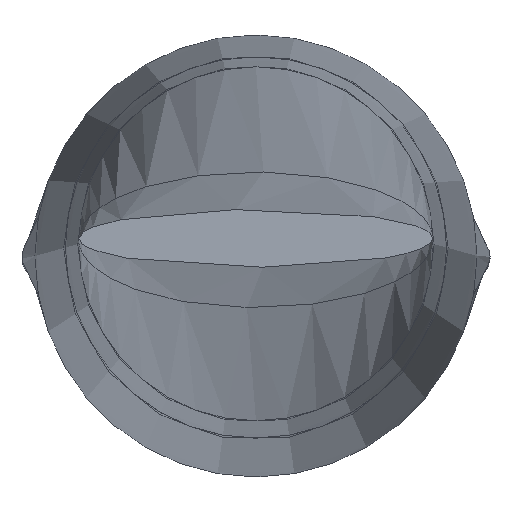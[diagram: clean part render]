
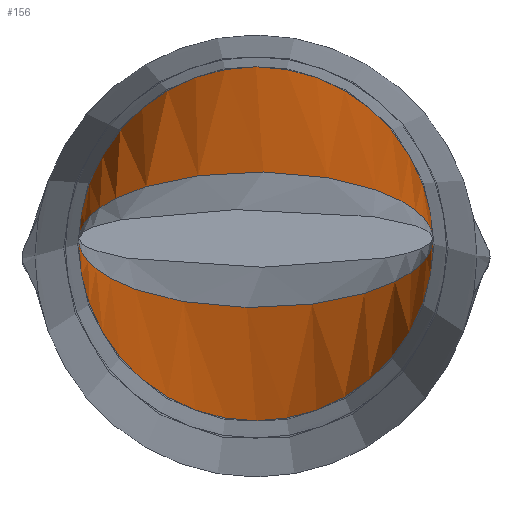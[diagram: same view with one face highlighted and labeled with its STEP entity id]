
A CAD part, top view. The second image highlights one B-rep face of the part: STEP entity #156.
In plain terms, the highlighted free-form (B-spline) face has degree [13, 1] with [14, 2] control points.
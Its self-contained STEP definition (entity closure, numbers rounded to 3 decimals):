
#43 = B_SPLINE_SURFACE_WITH_KNOTS('',13,1,(
    (#44,#45)
    ,(#46,#47)
    ,(#48,#49)
    ,(#50,#51)
    ,(#52,#53)
    ,(#54,#55)
    ,(#56,#57)
    ,(#58,#59)
    ,(#60,#61)
    ,(#62,#63)
    ,(#64,#65)
    ,(#66,#67)
    ,(#68,#69)
    ,(#70,#71
    )),.UNSPECIFIED.,.T.,.F.,.F.,(14,14),(2,2),(0.,6.283),(0.,1.
    ),.PIECEWISE_BEZIER_KNOTS.);
#44 = CARTESIAN_POINT('',(2.151,0.,148.));
#45 = CARTESIAN_POINT('',(2.151,0.,138.));
#46 = CARTESIAN_POINT('',(2.151,0.17,148.)
  );
#47 = CARTESIAN_POINT('',(2.151,0.399,138.)
  );
#48 = CARTESIAN_POINT('',(1.607,0.34,148.)
  );
#49 = CARTESIAN_POINT('',(1.607,0.797,138.));
#50 = CARTESIAN_POINT('',(0.518,0.459,148.)
  );
#51 = CARTESIAN_POINT('',(0.518,1.077,138.)
  );
#52 = CARTESIAN_POINT('',(-0.92,0.476,148.)
  );
#53 = CARTESIAN_POINT('',(-0.92,1.118,138.));
#54 = CARTESIAN_POINT('',(-2.316,0.364,148.
    ));
#55 = CARTESIAN_POINT('',(-2.316,0.853,138.
    ));
#56 = CARTESIAN_POINT('',(-3.192,0.137,148.
    ));
#57 = CARTESIAN_POINT('',(-3.192,0.321,138.
    ));
#58 = CARTESIAN_POINT('',(-3.192,-0.137,
    148.));
#59 = CARTESIAN_POINT('',(-3.192,-0.321,
    138.));
#60 = CARTESIAN_POINT('',(-2.316,-0.364,
    148.));
#61 = CARTESIAN_POINT('',(-2.316,-0.853,
    138.));
#62 = CARTESIAN_POINT('',(-0.92,-0.476,148.
    ));
#63 = CARTESIAN_POINT('',(-0.92,-1.118,138.
    ));
#64 = CARTESIAN_POINT('',(0.518,-0.459,148.
    ));
#65 = CARTESIAN_POINT('',(0.518,-1.077,138.)
  );
#66 = CARTESIAN_POINT('',(1.607,-0.34,148.
    ));
#67 = CARTESIAN_POINT('',(1.607,-0.797,138.
    ));
#68 = CARTESIAN_POINT('',(2.151,-0.17,148.
    ));
#69 = CARTESIAN_POINT('',(2.151,-0.399,138.
    ));
#70 = CARTESIAN_POINT('',(2.151,0.,148.));
#71 = CARTESIAN_POINT('',(2.151,0.,138.));
#84 = VERTEX_POINT('',#85);
#85 = CARTESIAN_POINT('',(2.151,0.,138.));
#105 = EDGE_CURVE('',#84,#84,#106,.T.);
#106 = SURFACE_CURVE('',#107,(#112,#119),.PCURVE_S1.);
#107 = ELLIPSE('',#108,2.151,0.825);
#108 = AXIS2_PLACEMENT_3D('',#109,#110,#111);
#109 = CARTESIAN_POINT('',(0.,0.,138.));
#110 = DIRECTION('',(0.,0.,1.));
#111 = DIRECTION('',(1.,0.,0.));
#112 = PCURVE('',#43,#113);
#113 = DEFINITIONAL_REPRESENTATION('',(#114),#118);
#114 = LINE('',#115,#116);
#115 = CARTESIAN_POINT('',(0.,1.));
#116 = VECTOR('',#117,1.);
#117 = DIRECTION('',(1.,0.));
#118 = ( GEOMETRIC_REPRESENTATION_CONTEXT(2) 
PARAMETRIC_REPRESENTATION_CONTEXT() REPRESENTATION_CONTEXT('2D SPACE',''
  ) );
#119 = PCURVE('',#120,#149);
#120 = B_SPLINE_SURFACE_WITH_KNOTS('',13,1,(
    (#121,#122)
    ,(#123,#124)
    ,(#125,#126)
    ,(#127,#128)
    ,(#129,#130)
    ,(#131,#132)
    ,(#133,#134)
    ,(#135,#136)
    ,(#137,#138)
    ,(#139,#140)
    ,(#141,#142)
    ,(#143,#144)
    ,(#145,#146)
    ,(#147,#148
    )),.UNSPECIFIED.,.T.,.F.,.F.,(14,14),(2,2),(0.,6.283),(0.,1.
    ),.PIECEWISE_BEZIER_KNOTS.);
#121 = CARTESIAN_POINT('',(2.151,0.,138.));
#122 = CARTESIAN_POINT('',(2.151,0.,110.));
#123 = CARTESIAN_POINT('',(2.151,0.399,138.
    ));
#124 = CARTESIAN_POINT('',(2.151,1.04,110.
    ));
#125 = CARTESIAN_POINT('',(1.607,0.797,138.));
#126 = CARTESIAN_POINT('',(1.607,2.08,110.
    ));
#127 = CARTESIAN_POINT('',(0.518,1.077,138.
    ));
#128 = CARTESIAN_POINT('',(0.518,2.808,110.)
  );
#129 = CARTESIAN_POINT('',(-0.92,1.118,138.));
#130 = CARTESIAN_POINT('',(-0.92,2.915,
    110.));
#131 = CARTESIAN_POINT('',(-2.316,0.853,
    138.));
#132 = CARTESIAN_POINT('',(-2.316,2.225,
    110.));
#133 = CARTESIAN_POINT('',(-3.192,0.321,
    138.));
#134 = CARTESIAN_POINT('',(-3.192,0.838,
    110.));
#135 = CARTESIAN_POINT('',(-3.192,-0.321,
    138.));
#136 = CARTESIAN_POINT('',(-3.192,-0.838,
    110.));
#137 = CARTESIAN_POINT('',(-2.316,-0.853,
    138.));
#138 = CARTESIAN_POINT('',(-2.316,-2.225,
    110.));
#139 = CARTESIAN_POINT('',(-0.92,-1.118,
    138.));
#140 = CARTESIAN_POINT('',(-0.92,-2.915,
    110.));
#141 = CARTESIAN_POINT('',(0.518,-1.077,138.)
  );
#142 = CARTESIAN_POINT('',(0.518,-2.808,110.)
  );
#143 = CARTESIAN_POINT('',(1.607,-0.797,
    138.));
#144 = CARTESIAN_POINT('',(1.607,-2.08,
    110.));
#145 = CARTESIAN_POINT('',(2.151,-0.399,
    138.));
#146 = CARTESIAN_POINT('',(2.151,-1.04,110.));
#147 = CARTESIAN_POINT('',(2.151,0.,138.));
#148 = CARTESIAN_POINT('',(2.151,0.,110.));
#149 = DEFINITIONAL_REPRESENTATION('',(#150),#154);
#150 = LINE('',#151,#152);
#151 = CARTESIAN_POINT('',(0.,0.));
#152 = VECTOR('',#153,1.);
#153 = DIRECTION('',(1.,0.));
#154 = ( GEOMETRIC_REPRESENTATION_CONTEXT(2) 
PARAMETRIC_REPRESENTATION_CONTEXT() REPRESENTATION_CONTEXT('2D SPACE',''
  ) );
#156 = ADVANCED_FACE('',(#157),#120,.F.);
#157 = FACE_BOUND('',#158,.F.);
#158 = EDGE_LOOP('',(#159,#160,#182,#209));
#159 = ORIENTED_EDGE('',*,*,#105,.T.);
#160 = ORIENTED_EDGE('',*,*,#161,.T.);
#161 = EDGE_CURVE('',#84,#162,#164,.T.);
#162 = VERTEX_POINT('',#163);
#163 = CARTESIAN_POINT('',(2.151,0.,110.));
#164 = SEAM_CURVE('',#165,(#168,#175),.PCURVE_S1.);
#165 = B_SPLINE_CURVE_WITH_KNOTS('',1,(#166,#167),.UNSPECIFIED.,.F.,.F.,
  (2,2),(0.,1.),.PIECEWISE_BEZIER_KNOTS.);
#166 = CARTESIAN_POINT('',(2.151,0.,138.));
#167 = CARTESIAN_POINT('',(2.151,0.,110.));
#168 = PCURVE('',#120,#169);
#169 = DEFINITIONAL_REPRESENTATION('',(#170),#174);
#170 = LINE('',#171,#172);
#171 = CARTESIAN_POINT('',(6.283,0.));
#172 = VECTOR('',#173,1.);
#173 = DIRECTION('',(0.,1.));
#174 = ( GEOMETRIC_REPRESENTATION_CONTEXT(2) 
PARAMETRIC_REPRESENTATION_CONTEXT() REPRESENTATION_CONTEXT('2D SPACE',''
  ) );
#175 = PCURVE('',#120,#176);
#176 = DEFINITIONAL_REPRESENTATION('',(#177),#181);
#177 = LINE('',#178,#179);
#178 = CARTESIAN_POINT('',(0.,0.));
#179 = VECTOR('',#180,1.);
#180 = DIRECTION('',(0.,1.));
#181 = ( GEOMETRIC_REPRESENTATION_CONTEXT(2) 
PARAMETRIC_REPRESENTATION_CONTEXT() REPRESENTATION_CONTEXT('2D SPACE',''
  ) );
#182 = ORIENTED_EDGE('',*,*,#183,.F.);
#183 = EDGE_CURVE('',#162,#162,#184,.T.);
#184 = SURFACE_CURVE('',#185,(#190,#197),.PCURVE_S1.);
#185 = CIRCLE('',#186,2.151);
#186 = AXIS2_PLACEMENT_3D('',#187,#188,#189);
#187 = CARTESIAN_POINT('',(0.,0.,110.));
#188 = DIRECTION('',(0.,0.,1.));
#189 = DIRECTION('',(1.,0.,0.));
#190 = PCURVE('',#120,#191);
#191 = DEFINITIONAL_REPRESENTATION('',(#192),#196);
#192 = LINE('',#193,#194);
#193 = CARTESIAN_POINT('',(0.,1.));
#194 = VECTOR('',#195,1.);
#195 = DIRECTION('',(1.,0.));
#196 = ( GEOMETRIC_REPRESENTATION_CONTEXT(2) 
PARAMETRIC_REPRESENTATION_CONTEXT() REPRESENTATION_CONTEXT('2D SPACE',''
  ) );
#197 = PCURVE('',#198,#203);
#198 = CONICAL_SURFACE('',#199,2.151,0.006);
#199 = AXIS2_PLACEMENT_3D('',#200,#201,#202);
#200 = CARTESIAN_POINT('',(0.,0.,110.));
#201 = DIRECTION('',(-0.,-0.,-1.));
#202 = DIRECTION('',(1.,0.,0.));
#203 = DEFINITIONAL_REPRESENTATION('',(#204),#208);
#204 = LINE('',#205,#206);
#205 = CARTESIAN_POINT('',(-0.,0.));
#206 = VECTOR('',#207,1.);
#207 = DIRECTION('',(-1.,0.));
#208 = ( GEOMETRIC_REPRESENTATION_CONTEXT(2) 
PARAMETRIC_REPRESENTATION_CONTEXT() REPRESENTATION_CONTEXT('2D SPACE',''
  ) );
#209 = ORIENTED_EDGE('',*,*,#161,.F.);
